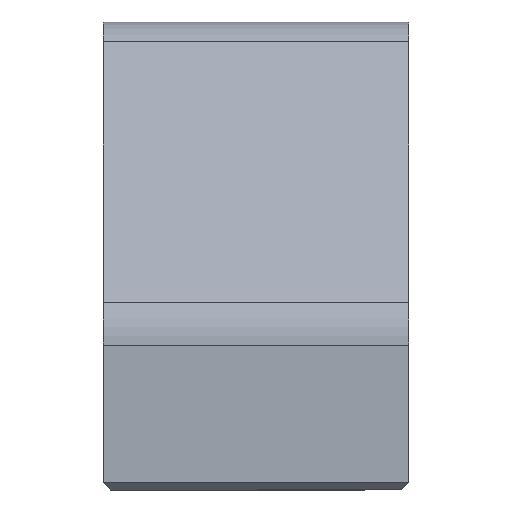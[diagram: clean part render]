
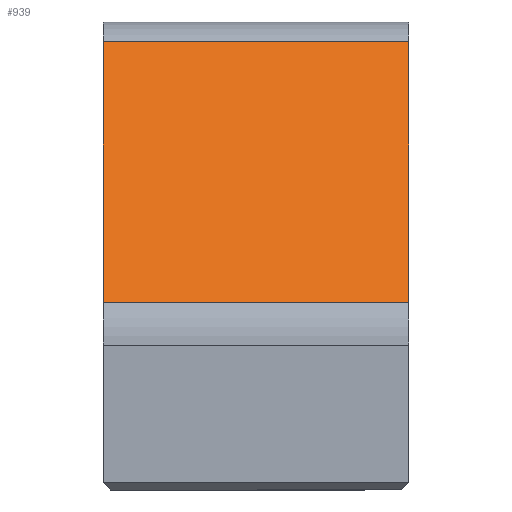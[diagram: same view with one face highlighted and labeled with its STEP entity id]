
A CAD part, left-side view. The second image highlights one B-rep face of the part: STEP entity #939.
In plain terms, the highlighted planar face has unit normal (-0.73, 0, 0.684).
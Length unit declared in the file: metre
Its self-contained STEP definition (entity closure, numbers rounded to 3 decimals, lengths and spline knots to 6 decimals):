
#67=LINE('',#1506,#157);
#68=LINE('',#1510,#158);
#69=LINE('',#1512,#159);
#70=LINE('',#1514,#160);
#157=VECTOR('',#1199,1.);
#158=VECTOR('',#1204,1.);
#159=VECTOR('',#1205,1.);
#160=VECTOR('',#1206,1.);
#214=PLANE('',#1028);
#311=ORIENTED_EDGE('',*,*,#574,.T.);
#312=ORIENTED_EDGE('',*,*,#575,.F.);
#313=ORIENTED_EDGE('',*,*,#576,.F.);
#314=ORIENTED_EDGE('',*,*,#572,.T.);
#572=EDGE_CURVE('',#700,#699,#67,.T.);
#574=EDGE_CURVE('',#699,#701,#68,.T.);
#575=EDGE_CURVE('',#702,#701,#69,.T.);
#576=EDGE_CURVE('',#700,#702,#70,.T.);
#699=VERTEX_POINT('',#1505);
#700=VERTEX_POINT('',#1507);
#701=VERTEX_POINT('',#1511);
#702=VERTEX_POINT('',#1513);
#787=EDGE_LOOP('',(#311,#312,#313,#314));
#855=FACE_BOUND('',#787,.T.);
#939=ADVANCED_FACE('',(#855),#214,.F.);
#1028=AXIS2_PLACEMENT_3D('',#1509,#1202,#1203);
#1199=DIRECTION('',(0.,1.,0.));
#1202=DIRECTION('',(0.73,0.,-0.684));
#1203=DIRECTION('',(0.684,0.,0.73));
#1204=DIRECTION('',(-0.684,0.,-0.73));
#1205=DIRECTION('',(0.,1.,0.));
#1206=DIRECTION('',(-0.684,0.,-0.73));
#1505=CARTESIAN_POINT('',(-0.02796,0.,0.014368));
#1506=CARTESIAN_POINT('',(-0.02796,-0.0098,0.014368));
#1507=CARTESIAN_POINT('',(-0.02796,-0.0098,0.014368));
#1509=CARTESIAN_POINT('',(-0.031877,-0.0098,0.01019));
#1510=CARTESIAN_POINT('',(-0.031877,0.,0.01019));
#1511=CARTESIAN_POINT('',(-0.035793,0.,0.006012));
#1512=CARTESIAN_POINT('',(-0.035793,-0.0098,0.006012));
#1513=CARTESIAN_POINT('',(-0.035793,-0.0098,0.006012));
#1514=CARTESIAN_POINT('',(-0.031877,-0.0098,0.01019));
